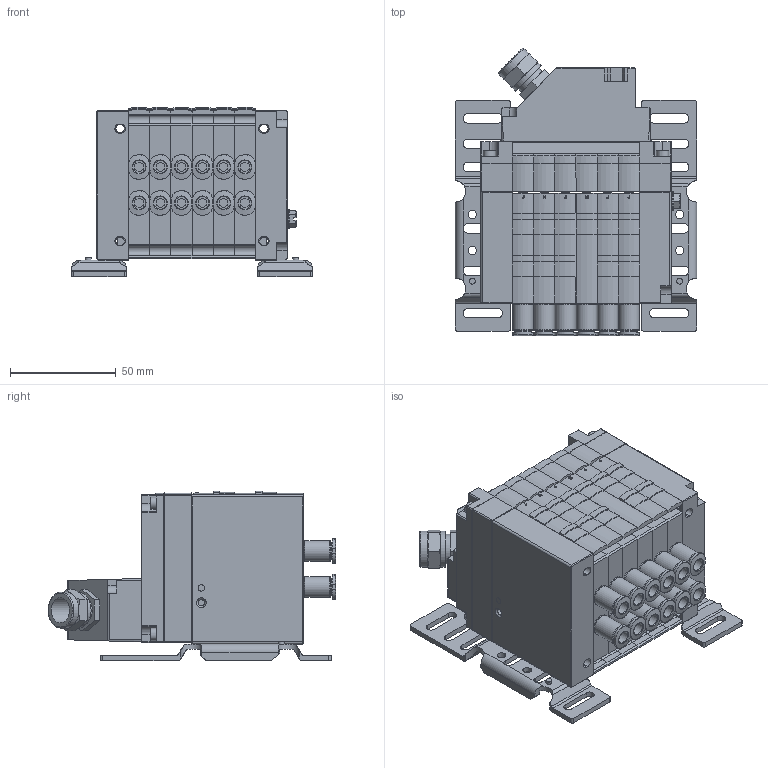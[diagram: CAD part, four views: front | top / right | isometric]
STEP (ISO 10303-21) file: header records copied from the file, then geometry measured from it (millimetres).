
FILE_DESCRIPTION( ( 'STEP AP214' ), ' ' );
FILE_NAME( '18200_10P-10-6A-MP-R-U-JNJMJJ_UY.stp', '2018-03-02T09:25:16', ( '' ), ( '' ), ' ', 'PARTsolutions', ' ' );
FILE_SCHEMA( ( 'AUTOMOTIVE_DESIGN { 1 0 10303 214 1 1 1 1 }' ) );
Length unit declared in the file: millimetre
Products named in the file (12): 18200 10P-10-6A-MP-R-U-JNJMJJ+UY; _161378 CPV10-EPL---(0_0_U); _123868 CPV10-GE-MP-6---(E_2); _18709 SD-SUB-D-BU25---(CPV); _189541 CPV10/14-VI-BG-RWL-B---(BEF102_10); _161377 CPV10-EPR-G---(0_0_U; _Tooth lock washer DIN 6797 A4.3; _645160 SFS-Taptite-2 M4x8; _161415 CPV-10-M1H-5JS-M7---(0.3_M1H); _153321 QSM-M7-6-I; _161417 CPV-10-M1H-2x3-OLS-M7---(0.3_M1H); _161414 CPV10-M1H-5LS-M7---(0.3_M1H)
Assembly tree (26 placements, depth 2):
  18200 10P-10-6A-MP-R-U-JNJMJJ+UY
    _161378 CPV10-EPL---(0_0_U)
    _123868 CPV10-GE-MP-6---(E_2)
    _18709 SD-SUB-D-BU25---(CPV)
    _189541 CPV10/14-VI-BG-RWL-B---(BEF102_10)  x2
    _161377 CPV10-EPR-G---(0_0_U
    _Tooth lock washer DIN 6797 A4.3
    _645160 SFS-Taptite-2 M4x8
    _161415 CPV-10-M1H-5JS-M7---(0.3_M1H)  x4
    _153321 QSM-M7-6-I  x12
    _161417 CPV-10-M1H-2x3-OLS-M7---(0.3_M1H)
    _161414 CPV10-M1H-5LS-M7---(0.3_M1H)
Bounding box: 114 x 135.98 x 80.3 mm (x, y, z)
Volume: 496507 mm3; surface area: 155052.9 mm2
Topology: 26 solids, 26 shells, 1675 faces, 4146 edges, 2708 vertices
Faces by surface type: plane 981, cylinder 489, cone 141, torus 64
Full cylindrical faces by diameter (mm): 1 x25, 1.5 x11, 2.013 x4, 2.8 x8, 3 x5, 3.242 x2, 3.4 x2, 3.6 x11, 3.83 x1, 4 x13, 4.134 x1, 4.2 x8, 4.3 x1, 5.8 x4, 5.917 x12, 6 x12, 7 x12, 7.4 x12, 8.566 x1, 8.9 x1, 9.6 x36, 9.8 x12, 12 x1, 14 x2, 14.95 x1, 17 x2
Entity records: 34672 total; most frequent: CARTESIAN_POINT 5098, DIRECTION 4656, ORIENTED_EDGE 4282, EDGE_CURVE 2141, AXIS2_PLACEMENT_3D 1662, VERTEX_POINT 1504, LINE 1332, VECTOR 1332
